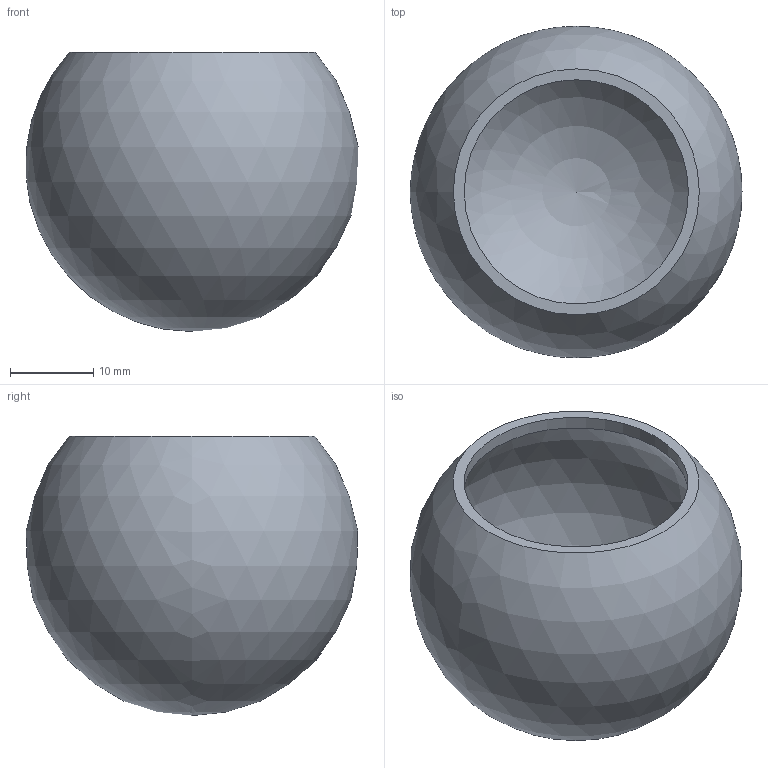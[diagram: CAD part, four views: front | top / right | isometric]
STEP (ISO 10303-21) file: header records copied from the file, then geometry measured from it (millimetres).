
FILE_DESCRIPTION (( 'STEP AP203' ), '1' );
FILE_NAME ('50282-ST.step', '2021-09-30T11:43:05', ( '' ), ( '' ), 'SwSTEP 2.0', 'SolidWorks 2018', '' );
FILE_SCHEMA (( 'CONFIG_CONTROL_DESIGN' ));
Length unit declared in the file: millimetre
Products named in the file (2): 50282-ST
Bounding box: 39.83 x 39.76 x 33.5 mm (x, y, z)
Volume: 7670.3 mm3; surface area: 7856.2 mm2
Topology: 1 solids, 1 shells, 264 faces, 720 edges, 480 vertices
Faces by surface type: bspline 129, plane 109, sphere 25, cylinder 1
Full cylindrical faces by diameter (mm): 26.9 x1
Entity records: 13306 total; most frequent: CARTESIAN_POINT 7170, ORIENTED_EDGE 1428, DIRECTION 949, EDGE_CURVE 714, VERTEX_POINT 477, AXIS2_PLACEMENT_3D 356, EDGE_LOOP 289, ADVANCED_FACE 264
